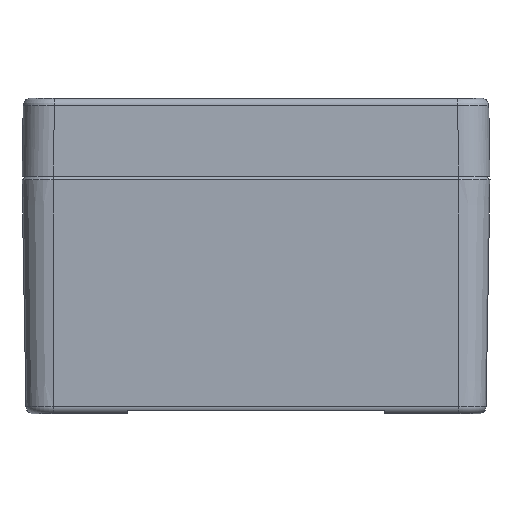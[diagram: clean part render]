
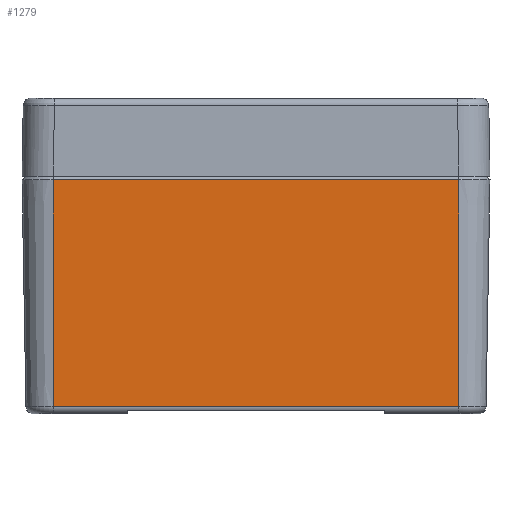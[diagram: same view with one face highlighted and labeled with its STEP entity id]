
A CAD part, left-side view. The second image highlights one B-rep face of the part: STEP entity #1279.
In plain terms, the highlighted planar face has unit normal (-1, 0, -0.018).
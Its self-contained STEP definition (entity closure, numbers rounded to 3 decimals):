
#1266=AXIS2_PLACEMENT_3D('Plane Axis2P3D',#1263,#1264,#1265) ;
#731=CARTESIAN_POINT('Vertex',(0.,8.,60.)) ;
#734=CARTESIAN_POINT('Line Origine',(0.524,8.,30.)) ;
#738=CARTESIAN_POINT('Vertex',(1.013,8.,1.965)) ;
#798=CARTESIAN_POINT('Line Origine',(0.524,112.,30.)) ;
#802=CARTESIAN_POINT('Vertex',(0.,112.,60.)) ;
#804=CARTESIAN_POINT('Vertex',(1.013,112.,1.965)) ;
#1173=CARTESIAN_POINT('Line Origine',(1.013,60.,1.965)) ;
#1263=CARTESIAN_POINT('Axis2P3D Location',(0.,60.,60.)) ;
#1268=CARTESIAN_POINT('Line Origine',(0.,60.,60.)) ;
#735=DIRECTION('Vector Direction',(-0.017,0.,1.)) ;
#799=DIRECTION('Vector Direction',(-0.017,0.,1.)) ;
#1174=DIRECTION('Vector Direction',(0.,-1.,0.)) ;
#1264=DIRECTION('Axis2P3D Direction',(1.,0.,0.017)) ;
#1265=DIRECTION('Axis2P3D XDirection',(0.,1.,0.)) ;
#1269=DIRECTION('Vector Direction',(0.,1.,0.)) ;
#736=VECTOR('Line Direction',#735,1.) ;
#800=VECTOR('Line Direction',#799,1.) ;
#1175=VECTOR('Line Direction',#1174,1.) ;
#1270=VECTOR('Line Direction',#1269,1.) ;
#1274=ORIENTED_EDGE('',*,*,#1177,.F.) ;
#1275=ORIENTED_EDGE('',*,*,#740,.F.) ;
#1276=ORIENTED_EDGE('',*,*,#1272,.F.) ;
#1277=ORIENTED_EDGE('',*,*,#806,.T.) ;
#1279=ADVANCED_FACE('Body',(#1278),#1267,.F.) ;
#740=EDGE_CURVE('',#732,#739,#737,.F.) ;
#806=EDGE_CURVE('',#803,#805,#801,.F.) ;
#1177=EDGE_CURVE('',#739,#805,#1176,.F.) ;
#1272=EDGE_CURVE('',#803,#732,#1271,.F.) ;
#1273=EDGE_LOOP('',(#1274,#1275,#1276,#1277)) ;
#1278=FACE_OUTER_BOUND('',#1273,.T.) ;
#737=LINE('Line',#734,#736) ;
#801=LINE('Line',#798,#800) ;
#1176=LINE('Line',#1173,#1175) ;
#1271=LINE('Line',#1268,#1270) ;
#1267=PLANE('',#1266) ;
#732=VERTEX_POINT('',#731) ;
#739=VERTEX_POINT('',#738) ;
#803=VERTEX_POINT('',#802) ;
#805=VERTEX_POINT('',#804) ;
